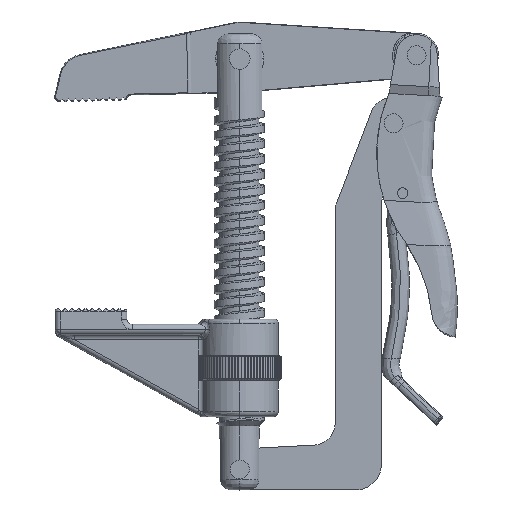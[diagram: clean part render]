
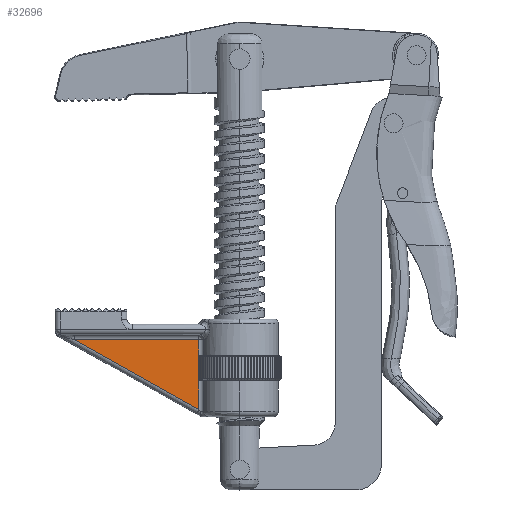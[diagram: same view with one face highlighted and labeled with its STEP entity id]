
A CAD part, top view. The second image highlights one B-rep face of the part: STEP entity #32696.
In plain terms, the highlighted planar face has unit normal (0, 0, 1).
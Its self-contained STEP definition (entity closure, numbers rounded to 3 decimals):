
#568 = VECTOR ( 'NONE', #57429, 1000. ) ;
#2775 = CARTESIAN_POINT ( 'NONE',  ( -16., -48.304, 4. ) ) ;
#5239 = DIRECTION ( 'NONE',  ( 0., 1., 0. ) ) ;
#7850 = CARTESIAN_POINT ( 'NONE',  ( -16., -43.304, 4. ) ) ;
#7932 = VERTEX_POINT ( 'NONE', #14797 ) ;
#7946 = CARTESIAN_POINT ( 'NONE',  ( -15.906, -32.304, 4. ) ) ;
#8179 = VERTEX_POINT ( 'NONE', #7946 ) ;
#14797 = CARTESIAN_POINT ( 'NONE',  ( -64.352, -32.304, 4. ) ) ;
#15444 = VERTEX_POINT ( 'NONE', #43010 ) ;
#15733 = CARTESIAN_POINT ( 'NONE',  ( -40.129, -38.304, 4. ) ) ;
#16257 = DIRECTION ( 'NONE',  ( -1., 0., 0. ) ) ;
#16576 = VERTEX_POINT ( 'NONE', #42143 ) ;
#17231 = LINE ( 'NONE', #7850, #568 ) ;
#17605 = CARTESIAN_POINT ( 'NONE',  ( -15.906, -59.502, 4. ) ) ;
#18263 = EDGE_CURVE ( 'NONE', #8179, #7932, #76806, .T. ) ;
#19610 = EDGE_CURVE ( 'NONE', #28520, #16576, #81091, .T. ) ;
#22824 = DIRECTION ( 'NONE',  ( 1., 0., 0. ) ) ;
#23519 = DIRECTION ( 'NONE',  ( -1., 0., 0. ) ) ;
#24636 = VECTOR ( 'NONE', #5239, 1000. ) ;
#25469 = EDGE_CURVE ( 'NONE', #16576, #51123, #75266, .T. ) ;
#27895 = CARTESIAN_POINT ( 'NONE',  ( -15.906, -35.304, 4. ) ) ;
#28520 = VERTEX_POINT ( 'NONE', #17605 ) ;
#28893 = VECTOR ( 'NONE', #46099, 1000. ) ;
#31003 = CARTESIAN_POINT ( 'NONE',  ( -15.906, -32.304, 4. ) ) ;
#31672 = EDGE_CURVE ( 'NONE', #51123, #15444, #17231, .T. ) ;
#32696 = ADVANCED_FACE ( 'NONE', ( #69173 ), #73058, .T. ) ;
#36931 = VECTOR ( 'NONE', #23519, 1000. ) ;
#38140 = DIRECTION ( 'NONE',  ( -1., 0., 0. ) ) ;
#38927 = ORIENTED_EDGE ( 'NONE', *, *, #53283, .F. ) ;
#38965 = CARTESIAN_POINT ( 'NONE',  ( -64.352, -32.304, 4. ) ) ;
#40588 = CARTESIAN_POINT ( 'NONE',  ( -15.906, -45.903, 4. ) ) ;
#41159 = EDGE_LOOP ( 'NONE', ( #63803, #48894, #43320, #38927, #58872, #60558, #51732 ) ) ;
#42143 = CARTESIAN_POINT ( 'NONE',  ( -15.906, -48.304, 4. ) ) ;
#43010 = CARTESIAN_POINT ( 'NONE',  ( -16., -38.304, 4. ) ) ;
#43320 = ORIENTED_EDGE ( 'NONE', *, *, #65560, .T. ) ;
#46099 = DIRECTION ( 'NONE',  ( 0.872, -0.49, 0. ) ) ;
#47216 = VERTEX_POINT ( 'NONE', #86941 ) ;
#48086 = VECTOR ( 'NONE', #22824, 1000. ) ;
#48894 = ORIENTED_EDGE ( 'NONE', *, *, #31672, .T. ) ;
#51123 = VERTEX_POINT ( 'NONE', #2775 ) ;
#51128 = VECTOR ( 'NONE', #84505, 1000. ) ;
#51732 = ORIENTED_EDGE ( 'NONE', *, *, #19610, .T. ) ;
#53283 = EDGE_CURVE ( 'NONE', #8179, #47216, #69922, .T. ) ;
#53828 = EDGE_CURVE ( 'NONE', #7932, #28520, #85372, .T. ) ;
#57429 = DIRECTION ( 'NONE',  ( 0., 1., 0. ) ) ;
#58694 = CARTESIAN_POINT ( 'NONE',  ( -40.129, -48.304, 4. ) ) ;
#58872 = ORIENTED_EDGE ( 'NONE', *, *, #18263, .T. ) ;
#60558 = ORIENTED_EDGE ( 'NONE', *, *, #53828, .T. ) ;
#63803 = ORIENTED_EDGE ( 'NONE', *, *, #25469, .T. ) ;
#64315 = AXIS2_PLACEMENT_3D ( 'NONE', #31003, #80467, #38140 ) ;
#65560 = EDGE_CURVE ( 'NONE', #15444, #47216, #81191, .T. ) ;
#69173 = FACE_OUTER_BOUND ( 'NONE', #41159, .T. ) ;
#69922 = LINE ( 'NONE', #27895, #51128 ) ;
#73058 = PLANE ( 'NONE',  #64315 ) ;
#75266 = LINE ( 'NONE', #58694, #91930 ) ;
#76806 = LINE ( 'NONE', #87593, #36931 ) ;
#80467 = DIRECTION ( 'NONE',  ( 0., 0., 1. ) ) ;
#81091 = LINE ( 'NONE', #40588, #24636 ) ;
#81191 = LINE ( 'NONE', #15733, #48086 ) ;
#84505 = DIRECTION ( 'NONE',  ( 0., -1., 0. ) ) ;
#85372 = LINE ( 'NONE', #38965, #28893 ) ;
#86941 = CARTESIAN_POINT ( 'NONE',  ( -15.906, -38.304, 4. ) ) ;
#87593 = CARTESIAN_POINT ( 'NONE',  ( -40.129, -32.304, 4. ) ) ;
#91930 = VECTOR ( 'NONE', #16257, 1000. ) ;
